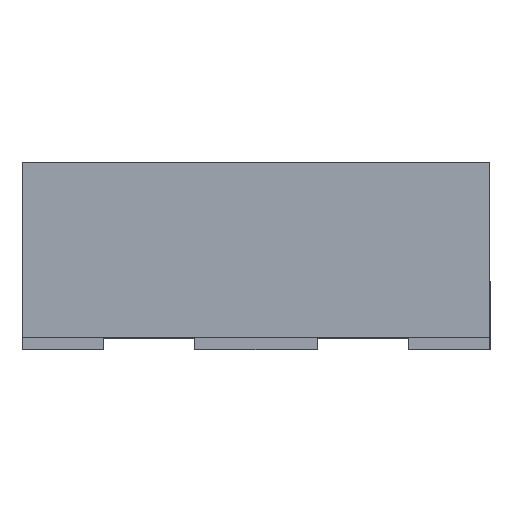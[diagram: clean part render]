
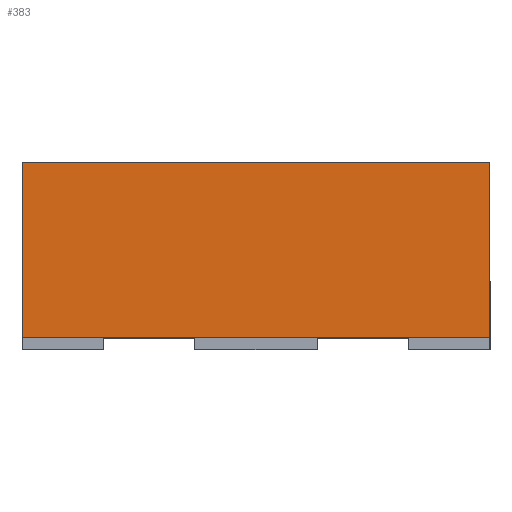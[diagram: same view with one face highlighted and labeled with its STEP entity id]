
A CAD part, top view. The second image highlights one B-rep face of the part: STEP entity #383.
In plain terms, the highlighted planar face has unit normal (0, 0, 1).
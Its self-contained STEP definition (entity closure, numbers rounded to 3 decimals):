
#25 = DIRECTION ( 'NONE',  ( 0., 1., 0. ) ) ;
#120 = EDGE_CURVE ( 'NONE', #1832, #2329, #1533, .T. ) ;
#257 = ORIENTED_EDGE ( 'NONE', *, *, #1839, .F. ) ;
#371 = CARTESIAN_POINT ( 'NONE',  ( -1., 0.8, 1. ) ) ;
#383 = ADVANCED_FACE ( 'NONE', ( #3048 ), #2005, .T. ) ;
#449 = VECTOR ( 'NONE', #3089, 1000. ) ;
#459 = VECTOR ( 'NONE', #2370, 1000. ) ;
#766 = VECTOR ( 'NONE', #25, 1000. ) ;
#880 = CARTESIAN_POINT ( 'NONE',  ( 1., 0.8, 1. ) ) ;
#893 = VERTEX_POINT ( 'NONE', #880 ) ;
#942 = LINE ( 'NONE', #3044, #449 ) ;
#1015 = DIRECTION ( 'NONE',  ( 1., 0., 0. ) ) ;
#1227 = CARTESIAN_POINT ( 'NONE',  ( 1., 0.05, 1. ) ) ;
#1239 = AXIS2_PLACEMENT_3D ( 'NONE', #1986, #2942, #1015 ) ;
#1290 = LINE ( 'NONE', #2914, #766 ) ;
#1518 = LINE ( 'NONE', #371, #2926 ) ;
#1533 = LINE ( 'NONE', #2839, #459 ) ;
#1600 = ORIENTED_EDGE ( 'NONE', *, *, #1650, .T. ) ;
#1650 = EDGE_CURVE ( 'NONE', #1832, #1781, #942, .T. ) ;
#1745 = CARTESIAN_POINT ( 'NONE',  ( -1., 0.8, 1. ) ) ;
#1760 = EDGE_CURVE ( 'NONE', #1781, #893, #1290, .T. ) ;
#1781 = VERTEX_POINT ( 'NONE', #1227 ) ;
#1832 = VERTEX_POINT ( 'NONE', #2040 ) ;
#1839 = EDGE_CURVE ( 'NONE', #2329, #893, #1518, .T. ) ;
#1986 = CARTESIAN_POINT ( 'NONE',  ( -1., 0.05, 1. ) ) ;
#2005 = PLANE ( 'NONE',  #1239 ) ;
#2040 = CARTESIAN_POINT ( 'NONE',  ( -1., 0.05, 1. ) ) ;
#2329 = VERTEX_POINT ( 'NONE', #1745 ) ;
#2370 = DIRECTION ( 'NONE',  ( 0., 1., 0. ) ) ;
#2798 = ORIENTED_EDGE ( 'NONE', *, *, #120, .F. ) ;
#2799 = DIRECTION ( 'NONE',  ( 1., 0., 0. ) ) ;
#2801 = EDGE_LOOP ( 'NONE', ( #257, #2798, #1600, #3015 ) ) ;
#2839 = CARTESIAN_POINT ( 'NONE',  ( -1., 0.05, 1. ) ) ;
#2914 = CARTESIAN_POINT ( 'NONE',  ( 1., 0.05, 1. ) ) ;
#2926 = VECTOR ( 'NONE', #2799, 1000. ) ;
#2942 = DIRECTION ( 'NONE',  ( 0., 0., 1. ) ) ;
#3015 = ORIENTED_EDGE ( 'NONE', *, *, #1760, .T. ) ;
#3044 = CARTESIAN_POINT ( 'NONE',  ( -1., 0.05, 1. ) ) ;
#3048 = FACE_OUTER_BOUND ( 'NONE', #2801, .T. ) ;
#3089 = DIRECTION ( 'NONE',  ( 1., 0., 0. ) ) ;
